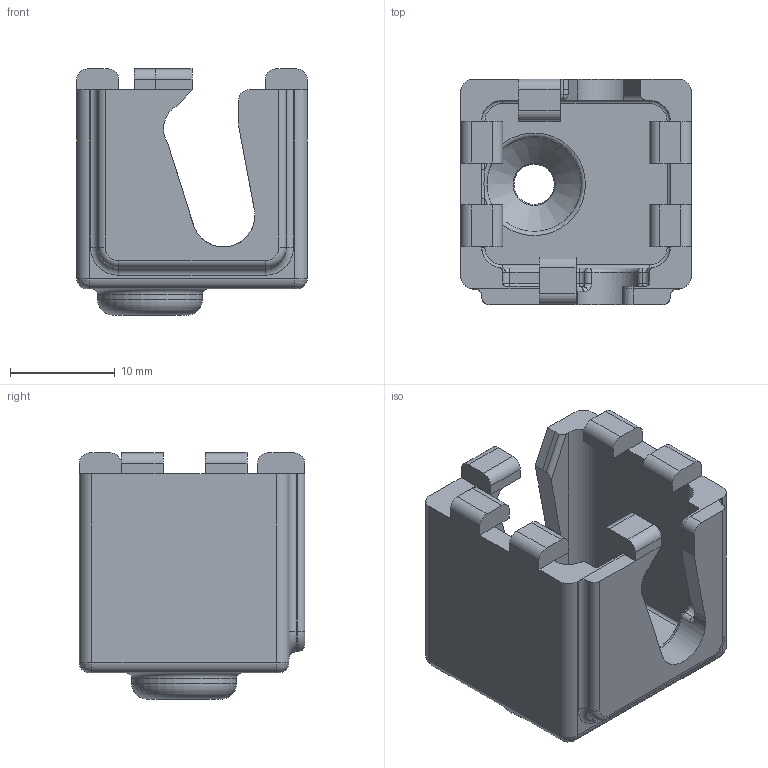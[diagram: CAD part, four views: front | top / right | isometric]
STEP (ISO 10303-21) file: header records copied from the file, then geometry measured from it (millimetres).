
FILE_DESCRIPTION(('FreeCAD Model'),'2;1');
FILE_NAME( 'Sock-V2.step', '2017-01-05T14:25:11',('Author'),(''), 'Open CASCADE STEP processor 6.9','FreeCAD','Unknown');
FILE_SCHEMA(('AUTOMOTIVE_DESIGN_CC2 { 1 2 10303 214 -1 1 5 4 }'));
Length unit declared in the file: millimetre
Products named in the file (2): ASSEMBLY; Fillet011
Assembly tree (1 placements, depth 2):
  ASSEMBLY
    Fillet011
Bounding box: 22 x 21.5 x 23.5 mm (x, y, z)
Volume: 3400 mm3; surface area: 3682.3 mm2
Topology: 1 solids, 1 shells, 177 faces, 445 edges, 268 vertices
Faces by surface type: plane 77, cylinder 61, torus 22, bspline 12, revolution 4, cone 1
Full cylindrical faces by diameter (mm): 9 x1, 10 x1
Entity records: 13902 total; most frequent: CARTESIAN_POINT 5261, DIRECTION 1564, ORIENTED_EDGE 886, PCURVE 886, DEFINITIONAL_REPRESENTATION 886, LINE 876, VECTOR 876, EDGE_CURVE 443
